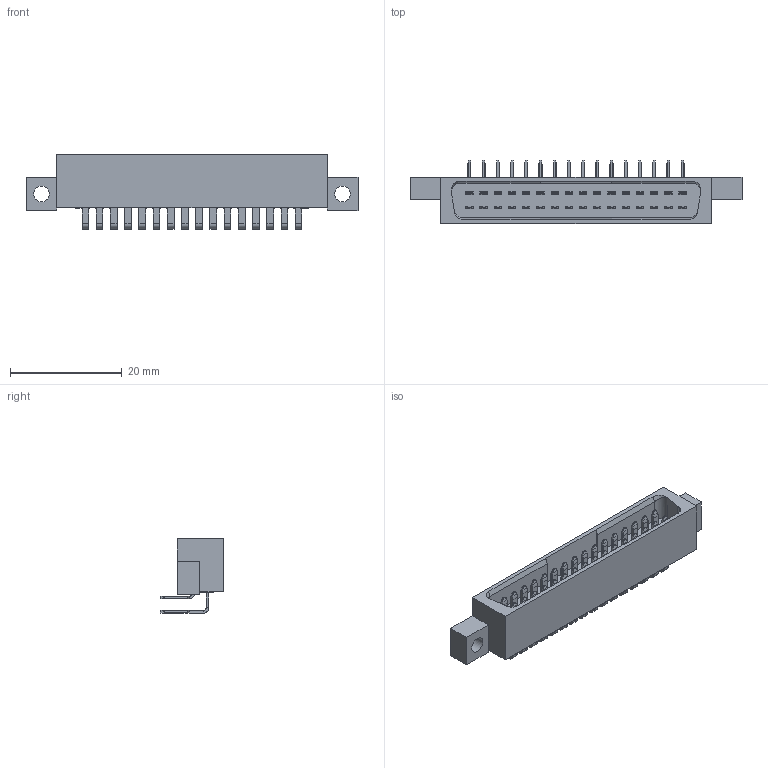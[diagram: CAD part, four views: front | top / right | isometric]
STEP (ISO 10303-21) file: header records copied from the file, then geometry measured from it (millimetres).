
FILE_DESCRIPTION( ('This file contains a STEP AP42 implementation' ,'as created by ZW3D STEP Interface translator.') ,'2;1' );
FILE_NAME( '6340-1XXMRSXM2NT01.stp' ,'231018.163537', (''), ('ZWCAD Software Co.'), 'Version 1.0', 'ZW3D to STEP translator', '' );
FILE_SCHEMA(('AUTOMOTIVE_DESIGN { 1 0 10303 214 1 1 1 1 }'));
Length unit declared in the file: millimetre
Products named in the file (2): 0; 6340-132MRSXM2NT01
Bounding box: 59.32 x 11.26 x 13.29 mm (x, y, z)
Volume: 2403.3 mm3; surface area: 5395.8 mm2
Topology: 1 solids, 1 shells, 3723 faces, 12191 edges, 7907 vertices
Faces by surface type: plane 2417, cylinder 1014, bspline 292
Full cylindrical faces by diameter (mm): 2.8 x2
Entity records: 141341 total; most frequent: CARTESIAN_POINT 31109, ORIENTED_EDGE 24374, DIRECTION 20266, EDGE_CURVE 12187, VECTOR 8970, LINE 8970, VERTEX_POINT 7907, AXIS2_PLACEMENT_3D 5648
